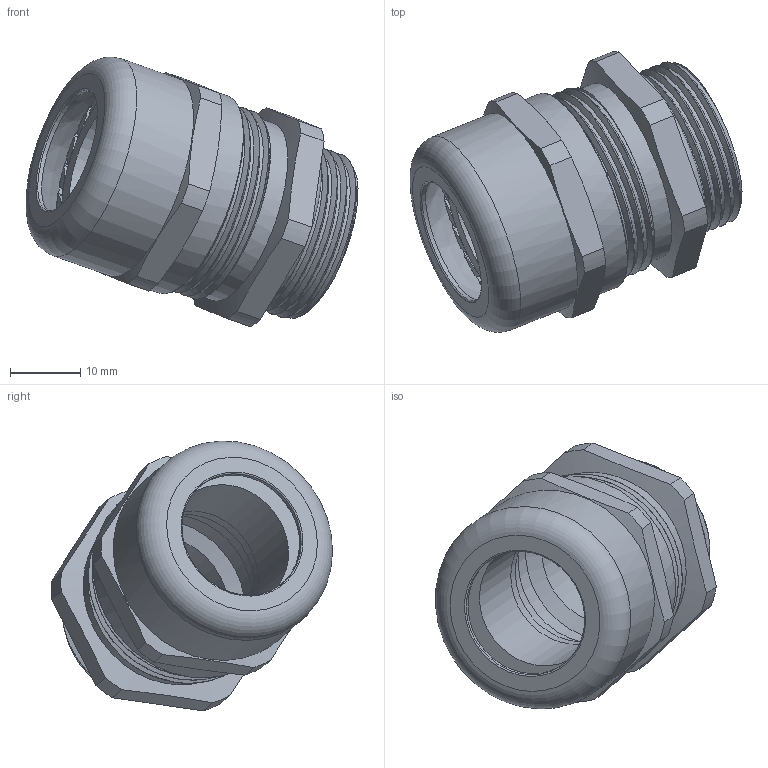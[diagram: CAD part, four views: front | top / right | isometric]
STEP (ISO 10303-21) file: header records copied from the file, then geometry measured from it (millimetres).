
FILE_DESCRIPTION(/* description */ ('Euro-Top M 25x1,5, KB: 13-18 mm'),/* implementation_level */ '2;1');
FILE_NAME(/* name */ 'R60080526-RST.stp',/* time_stamp */ '2022-06-07T08:45:15+02:00',/* author */ ('sl'),/* organization */ (''),/* preprocessor_version */ 'ST-DEVELOPER v16.5',/* originating_system */ 'Autodesk Inventor 2017',/* authorisation */ '');
FILE_SCHEMA (('AUTOMOTIVE_DESIGN { 1 0 10303 214 3 1 1 }'));
Length unit declared in the file: millimetre
Products named in the file (6): R60080526; R60080526_1; R60080526_2; R60080526_3; R60080526_4; R60080526_5
Assembly tree (5 placements, depth 2):
  R60080526
    R60080526_1
    R60080526_2
    R60080526_3
    R60080526_4
    R60080526_5
Bounding box: 47.38 x 40.11 x 38.5 mm (x, y, z)
Volume: 7942.7 mm3; surface area: 16316.7 mm2
Topology: 4 solids, 5 shells, 254 faces, 699 edges, 458 vertices
Faces by surface type: plane 126, cylinder 80, torus 22, cone 20, bspline 6
Full cylindrical faces by diameter (mm): 18.22 x1, 18.27 x1, 18.82 x1, 19.95 x1, 22.05 x1, 22.74 x1, 22.9 x1, 23.11 x1, 24.04 x1, 24.16 x1, 25.2 x1, 26.65 x1, 26.66 x2, 26.75 x1, 26.86 x5, 29.76 x2
Entity records: 11836 total; most frequent: CARTESIAN_POINT 5384, DIRECTION 1368, ORIENTED_EDGE 1268, EDGE_CURVE 634, AXIS2_PLACEMENT_3D 558, VERTEX_POINT 430, EDGE_LOOP 294, CIRCLE 286
